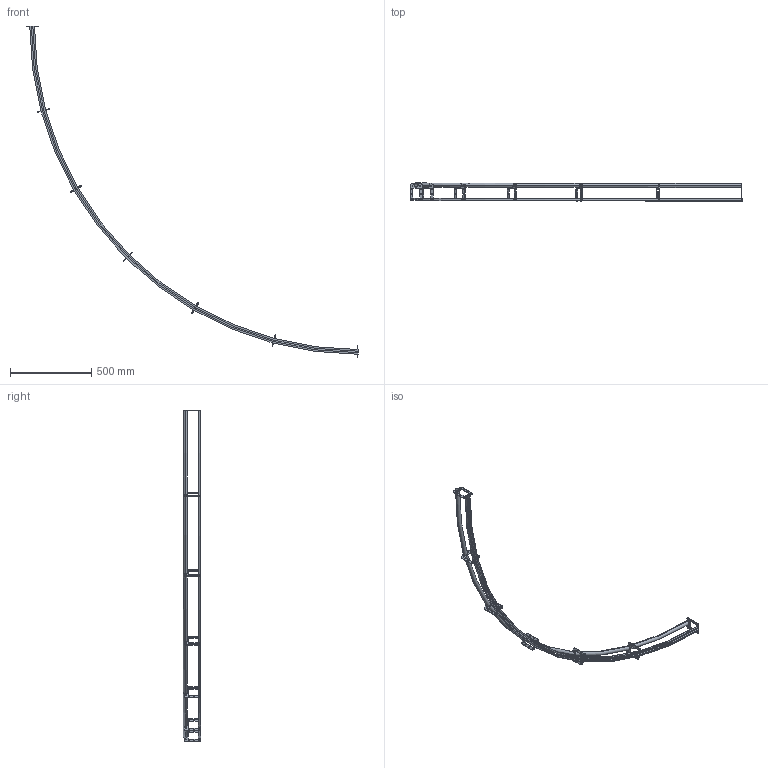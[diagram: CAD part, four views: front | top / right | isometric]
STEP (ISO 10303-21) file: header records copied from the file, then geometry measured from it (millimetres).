
FILE_DESCRIPTION (( 'STEP AP203' ), '1' );
FILE_NAME ('T63738.STEP', '2018-08-16T08:41:47', ( '' ), ( '' ), 'SwSTEP 2.0', 'SolidWorks 2016', '' );
FILE_SCHEMA (( 'CONFIG_CONTROL_DESIGN' ));
Length unit declared in the file: millimetre
Products named in the file (6): TH2677; TH1411; T63738; TH1414; TH1413; TH1412
Assembly tree (9 placements, depth 3):
  T63738
    TH1411  x3
      TH1412
      TH1413
      TH1414
      TH2677
Bounding box: 2037.5 x 108.7 x 2037.5 mm (x, y, z)
Volume: 869896.8 mm3; surface area: 1113032.4 mm2
Topology: 18 solids, 18 shells, 528 faces, 1476 edges, 984 vertices
Faces by surface type: cylinder 303, plane 213, torus 12
Entity records: 3234 total; most frequent: DIRECTION 472, CARTESIAN_POINT 429, ORIENTED_EDGE 408, EDGE_CURVE 204, AXIS2_PLACEMENT_3D 179, VERTEX_POINT 136, VECTOR 114, LINE 114
